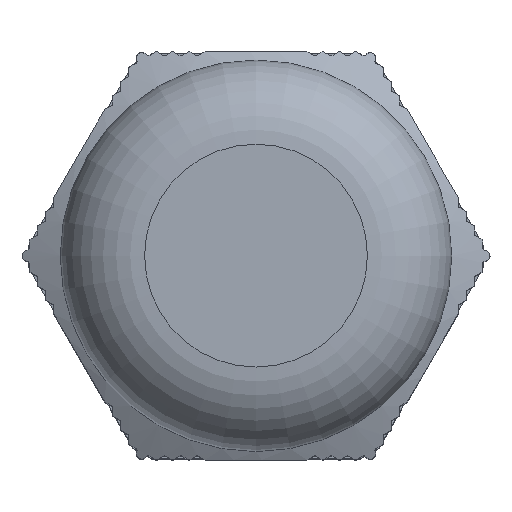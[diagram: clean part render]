
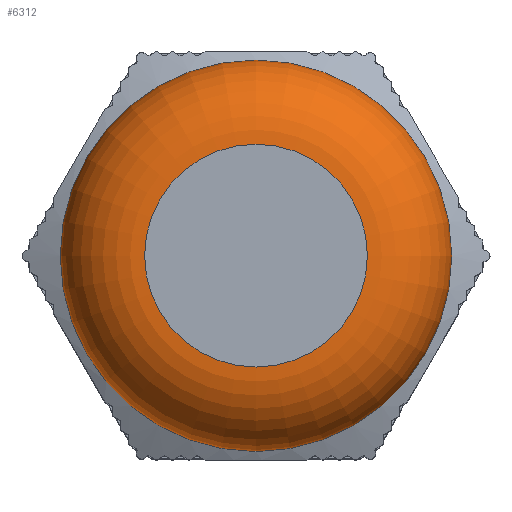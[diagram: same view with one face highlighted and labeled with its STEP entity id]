
A CAD part, top view. The second image highlights one B-rep face of the part: STEP entity #6312.
In plain terms, the highlighted toroidal (fillet/blend) face has major radius 6.6 mm and minor radius 5 mm.
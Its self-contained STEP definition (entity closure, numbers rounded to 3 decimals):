
#1757=CARTESIAN_POINT('',(6.6,0.,30.568));
#1758=VERTEX_POINT('',#1757);
#1759=CARTESIAN_POINT('',(0.0,0.0,30.568));
#1760=DIRECTION('',(0.0,0.0,-1.0));
#1761=DIRECTION('',(-1.0,0.0,0.0));
#1762=AXIS2_PLACEMENT_3D('',#1759,#1760,#1761);
#1763=CIRCLE('',#1762,6.6);
#1764=EDGE_CURVE('',#1758,#1758,#1763,.T.);
#6293=CARTESIAN_POINT('',(0.0,0.0,25.568));
#6294=DIRECTION('',(0.0,0.0,-1.0));
#6295=DIRECTION('',(-1.0,0.0,0.0));
#6296=AXIS2_PLACEMENT_3D('',#6293,#6294,#6295);
#6297=TOROIDAL_SURFACE('',#6296,6.6,5.0);
#6298=ORIENTED_EDGE('',*,*,#1764,.T.);
#6299=EDGE_LOOP('',(#6298));
#6300=FACE_OUTER_BOUND('',#6299,.T.);
#6301=CARTESIAN_POINT('',(11.6,0.,25.568));
#6302=VERTEX_POINT('',#6301);
#6303=CARTESIAN_POINT('',(0.0,0.0,25.568));
#6304=DIRECTION('',(0.0,0.0,1.0));
#6305=DIRECTION('',(-1.0,0.0,0.0));
#6306=AXIS2_PLACEMENT_3D('',#6303,#6304,#6305);
#6307=CIRCLE('',#6306,11.6);
#6308=EDGE_CURVE('',#6302,#6302,#6307,.T.);
#6309=ORIENTED_EDGE('',*,*,#6308,.T.);
#6310=EDGE_LOOP('',(#6309));
#6311=FACE_BOUND('',#6310,.T.);
#6312=ADVANCED_FACE('',(#6300,#6311),#6297,.T.);
